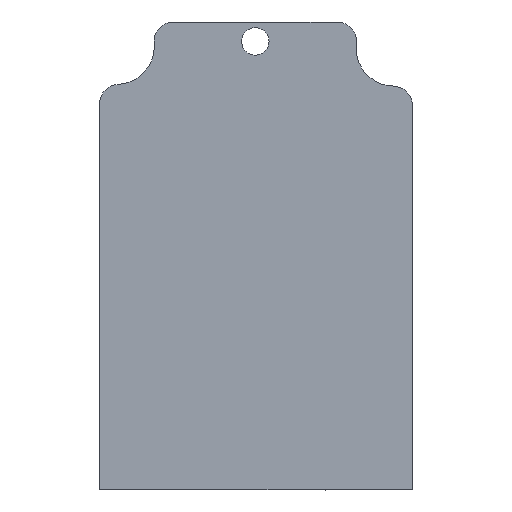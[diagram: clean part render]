
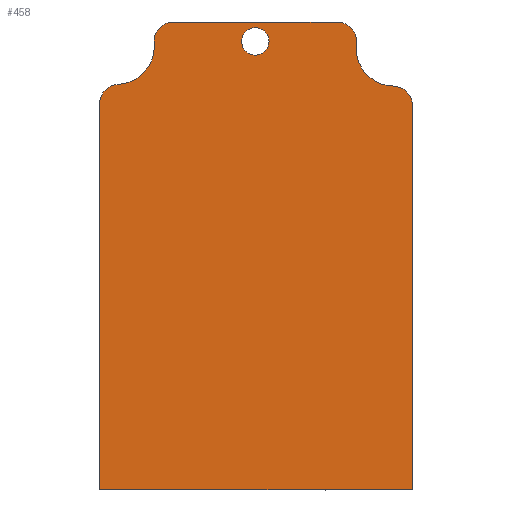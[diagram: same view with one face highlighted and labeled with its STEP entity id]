
A CAD part, top view. The second image highlights one B-rep face of the part: STEP entity #458.
In plain terms, the highlighted planar face has unit normal (0, 0, 1).
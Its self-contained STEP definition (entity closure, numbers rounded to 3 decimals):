
#20=FACE_BOUND('',#71,.T.);
#25=PLANE('',#515);
#45=FACE_OUTER_BOUND('',#70,.T.);
#70=EDGE_LOOP('',(#370,#371,#372,#373,#374,#375,#376,#377,#378,#379,#380));
#71=EDGE_LOOP('',(#381));
#107=LINE('',#758,#151);
#112=LINE('',#774,#156);
#113=LINE('',#776,#157);
#114=LINE('',#778,#158);
#115=LINE('',#780,#159);
#151=VECTOR('',#610,10.);
#156=VECTOR('',#627,10.);
#157=VECTOR('',#628,10.);
#158=VECTOR('',#629,10.);
#159=VECTOR('',#630,10.);
#187=CIRCLE('',#509,1.2);
#188=CIRCLE('',#512,1.7);
#189=CIRCLE('',#514,1.7);
#190=CIRCLE('',#516,1.7);
#191=CIRCLE('',#517,1.7);
#192=CIRCLE('',#518,3.3);
#193=CIRCLE('',#519,3.3);
#224=VERTEX_POINT('',#752);
#225=VERTEX_POINT('',#756);
#226=VERTEX_POINT('',#757);
#227=VERTEX_POINT('',#762);
#228=VERTEX_POINT('',#766);
#229=VERTEX_POINT('',#770);
#230=VERTEX_POINT('',#771);
#231=VERTEX_POINT('',#773);
#232=VERTEX_POINT('',#775);
#233=VERTEX_POINT('',#777);
#234=VERTEX_POINT('',#779);
#235=VERTEX_POINT('',#781);
#275=EDGE_CURVE('',#224,#224,#187,.T.);
#277=EDGE_CURVE('',#225,#226,#107,.T.);
#280=EDGE_CURVE('',#225,#227,#188,.T.);
#282=EDGE_CURVE('',#228,#226,#189,.T.);
#284=EDGE_CURVE('',#229,#230,#190,.T.);
#285=EDGE_CURVE('',#231,#229,#112,.T.);
#286=EDGE_CURVE('',#232,#231,#113,.T.);
#287=EDGE_CURVE('',#233,#232,#114,.T.);
#288=EDGE_CURVE('',#234,#233,#115,.T.);
#289=EDGE_CURVE('',#235,#234,#191,.T.);
#290=EDGE_CURVE('',#228,#235,#192,.T.);
#291=EDGE_CURVE('',#230,#227,#193,.T.);
#370=ORIENTED_EDGE('',*,*,#284,.F.);
#371=ORIENTED_EDGE('',*,*,#285,.F.);
#372=ORIENTED_EDGE('',*,*,#286,.F.);
#373=ORIENTED_EDGE('',*,*,#287,.F.);
#374=ORIENTED_EDGE('',*,*,#288,.F.);
#375=ORIENTED_EDGE('',*,*,#289,.F.);
#376=ORIENTED_EDGE('',*,*,#290,.F.);
#377=ORIENTED_EDGE('',*,*,#282,.T.);
#378=ORIENTED_EDGE('',*,*,#277,.F.);
#379=ORIENTED_EDGE('',*,*,#280,.T.);
#380=ORIENTED_EDGE('',*,*,#291,.F.);
#381=ORIENTED_EDGE('',*,*,#275,.T.);
#458=ADVANCED_FACE('',(#45,#20),#25,.T.);
#509=AXIS2_PLACEMENT_3D('',#753,#605,#606);
#512=AXIS2_PLACEMENT_3D('',#763,#615,#616);
#514=AXIS2_PLACEMENT_3D('',#767,#620,#621);
#515=AXIS2_PLACEMENT_3D('',#769,#623,#624);
#516=AXIS2_PLACEMENT_3D('',#772,#625,#626);
#517=AXIS2_PLACEMENT_3D('',#782,#631,#632);
#518=AXIS2_PLACEMENT_3D('',#783,#633,#634);
#519=AXIS2_PLACEMENT_3D('',#784,#635,#636);
#605=DIRECTION('center_axis',(0.,0.,-1.));
#606=DIRECTION('ref_axis',(-1.,0.,0.));
#610=DIRECTION('',(1.,0.,0.));
#615=DIRECTION('center_axis',(0.,0.,1.));
#616=DIRECTION('ref_axis',(0.,1.,0.));
#620=DIRECTION('center_axis',(0.,0.,1.));
#621=DIRECTION('ref_axis',(0.993,-0.12,0.));
#623=DIRECTION('center_axis',(0.,0.,1.));
#624=DIRECTION('ref_axis',(-1.,0.,0.));
#625=DIRECTION('center_axis',(0.,0.,-1.));
#626=DIRECTION('ref_axis',(-0.045,0.999,0.));
#627=DIRECTION('',(0.,1.,0.));
#628=DIRECTION('',(-1.,0.,0.));
#629=DIRECTION('',(0.,-1.,0.));
#630=DIRECTION('',(0.,-1.,0.));
#631=DIRECTION('center_axis',(0.,0.,-1.));
#632=DIRECTION('ref_axis',(1.,0.,0.));
#633=DIRECTION('center_axis',(0.,0.,1.));
#634=DIRECTION('ref_axis',(-0.989,-0.148,0.));
#635=DIRECTION('center_axis',(0.,0.,1.));
#636=DIRECTION('ref_axis',(0.045,-0.999,0.));
#752=CARTESIAN_POINT('',(-37.566,136.681,-2.91));
#753=CARTESIAN_POINT('Origin',(-38.766,136.681,-2.91));
#756=CARTESIAN_POINT('',(-45.919,138.381,-2.91));
#757=CARTESIAN_POINT('',(-31.612,138.381,-2.91));
#758=CARTESIAN_POINT('',(-45.919,138.381,-2.91));
#762=CARTESIAN_POINT('',(-47.612,136.528,-2.91));
#763=CARTESIAN_POINT('Origin',(-45.919,136.681,-2.91));
#766=CARTESIAN_POINT('',(-29.925,136.477,-2.91));
#767=CARTESIAN_POINT('Origin',(-31.612,136.681,-2.91));
#769=CARTESIAN_POINT('Origin',(-38.702,116.989,-2.91));
#770=CARTESIAN_POINT('',(-52.374,131.237,-2.91));
#771=CARTESIAN_POINT('',(-50.75,132.935,-2.91));
#772=CARTESIAN_POINT('Origin',(-50.674,131.236,-2.91));
#773=CARTESIAN_POINT('',(-52.379,97.481,-2.91));
#774=CARTESIAN_POINT('',(-52.378,107.236,-2.91));
#775=CARTESIAN_POINT('',(-25.031,97.477,-2.91));
#776=CARTESIAN_POINT('',(-31.868,97.478,-2.91));
#777=CARTESIAN_POINT('',(-25.031,97.481,-2.91));
#778=CARTESIAN_POINT('',(-25.029,107.234,-2.91));
#779=CARTESIAN_POINT('',(-25.025,131.082,-2.91));
#780=CARTESIAN_POINT('',(-25.027,124.034,-2.91));
#781=CARTESIAN_POINT('',(-26.699,132.782,-2.91));
#782=CARTESIAN_POINT('Origin',(-26.725,131.082,-2.91));
#783=CARTESIAN_POINT('Origin',(-26.649,136.081,-2.91));
#784=CARTESIAN_POINT('Origin',(-50.899,136.231,-2.91));
